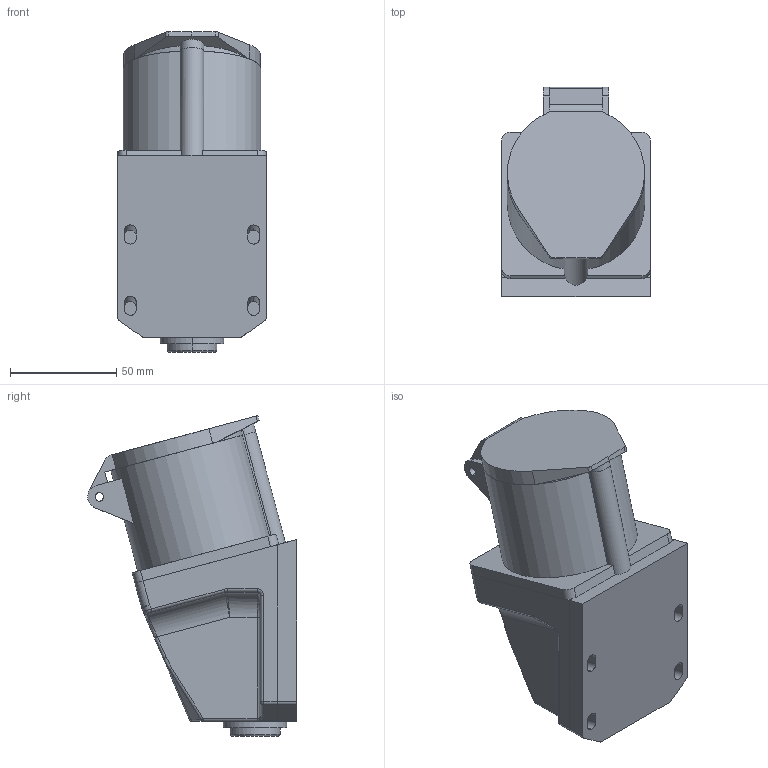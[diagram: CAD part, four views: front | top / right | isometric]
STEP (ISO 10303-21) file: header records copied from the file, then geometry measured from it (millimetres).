
FILE_DESCRIPTION (( 'STEP AP214' ), '1' );
FILE_NAME ('PSR12-032-4 Ðîçåòêà 124 ñòàöèîíàðíàÿ 3Ð+ÐÅ 32À 380Â IP44 ÈÝÊ.STEP', '2017-03-10T08:29:39', ( '' ), ( '' ), 'SwSTEP 2.0', 'SolidWorks 2014', '' );
FILE_SCHEMA (( 'AUTOMOTIVE_DESIGN' ));
Length unit declared in the file: millimetre
Products named in the file (1): PSR12-032-4 Ðîçåòêà 124 ñòàöèîíàðíàÿ 3Ð+ÐÅ 32À 380Â IP44 ÈÝÊ
Bounding box: 70 x 98.3 x 150.79 mm (x, y, z)
Volume: 246271.1 mm3; surface area: 116667.6 mm2
Topology: 9 solids, 9 shells, 551 faces, 1423 edges, 922 vertices
Faces by surface type: plane 275, cylinder 197, bspline 55, torus 12, cone 8, sphere 4
Entity records: 19818 total; most frequent: CARTESIAN_POINT 6419, ORIENTED_EDGE 2838, DIRECTION 2657, EDGE_CURVE 1419, VERTEX_POINT 922, AXIS2_PLACEMENT_3D 908, LINE 841, VECTOR 841
